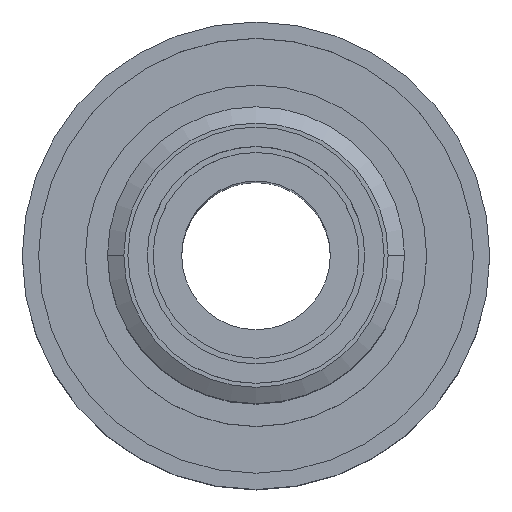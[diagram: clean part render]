
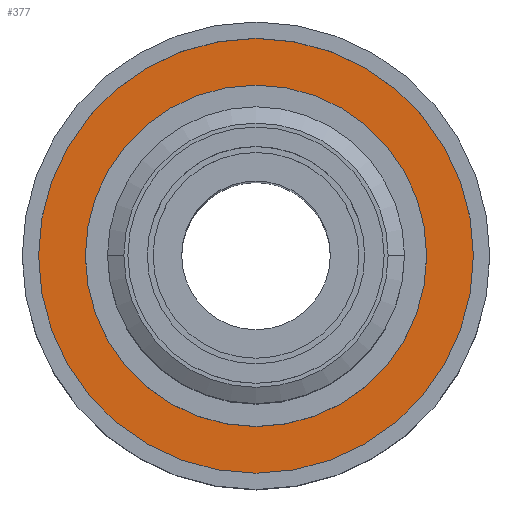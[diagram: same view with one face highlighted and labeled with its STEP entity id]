
A CAD part, top view. The second image highlights one B-rep face of the part: STEP entity #377.
In plain terms, the highlighted planar face has unit normal (0, 0, 1).
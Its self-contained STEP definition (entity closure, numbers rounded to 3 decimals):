
#32 = ORIENTED_EDGE ( 'NONE', *, *, #410, .F. ) ;
#75 = AXIS2_PLACEMENT_3D ( 'NONE', #416, #526, #1324 ) ;
#83 = ORIENTED_EDGE ( 'NONE', *, *, #1442, .T. ) ;
#96 = DIRECTION ( 'NONE',  ( 0., 0., 1. ) ) ;
#128 = ORIENTED_EDGE ( 'NONE', *, *, #1016, .F. ) ;
#184 = DIRECTION ( 'NONE',  ( 1., 0., 0. ) ) ;
#231 = FACE_OUTER_BOUND ( 'NONE', #320, .T. ) ;
#256 = AXIS2_PLACEMENT_3D ( 'NONE', #372, #1392, #1395 ) ;
#296 = CARTESIAN_POINT ( 'NONE',  ( 0., 0., 15.03 ) ) ;
#320 = EDGE_LOOP ( 'NONE', ( #745, #83 ) ) ;
#328 = CIRCLE ( 'NONE', #256, 4.65 ) ;
#372 = CARTESIAN_POINT ( 'NONE',  ( 0., 0., 15.03 ) ) ;
#377 = ADVANCED_FACE ( 'NONE', ( #529, #231 ), #1118, .T. ) ;
#410 = EDGE_CURVE ( 'NONE', #1143, #654, #1329, .T. ) ;
#416 = CARTESIAN_POINT ( 'NONE',  ( 0., 0., 15.03 ) ) ;
#451 = VERTEX_POINT ( 'NONE', #880 ) ;
#526 = DIRECTION ( 'NONE',  ( 0., 0., 1. ) ) ;
#529 = FACE_BOUND ( 'NONE', #896, .T. ) ;
#591 = CIRCLE ( 'NONE', #615, 4.65 ) ;
#615 = AXIS2_PLACEMENT_3D ( 'NONE', #1339, #96, #765 ) ;
#618 = CARTESIAN_POINT ( 'NONE',  ( 4.65, 0., 15.03 ) ) ;
#654 = VERTEX_POINT ( 'NONE', #1340 ) ;
#745 = ORIENTED_EDGE ( 'NONE', *, *, #806, .T. ) ;
#751 = CARTESIAN_POINT ( 'NONE',  ( 0., 0., 15.03 ) ) ;
#765 = DIRECTION ( 'NONE',  ( 1., 0., 0. ) ) ;
#806 = EDGE_CURVE ( 'NONE', #1249, #451, #328, .T. ) ;
#880 = CARTESIAN_POINT ( 'NONE',  ( -4.65, 0., 15.03 ) ) ;
#896 = EDGE_LOOP ( 'NONE', ( #128, #32 ) ) ;
#994 = CIRCLE ( 'NONE', #75, 3.65 ) ;
#1016 = EDGE_CURVE ( 'NONE', #654, #1143, #994, .T. ) ;
#1020 = CARTESIAN_POINT ( 'NONE',  ( -3.65, 0., 15.03 ) ) ;
#1093 = DIRECTION ( 'NONE',  ( 0., 0., 1. ) ) ;
#1118 = PLANE ( 'NONE',  #1304 ) ;
#1143 = VERTEX_POINT ( 'NONE', #1020 ) ;
#1249 = VERTEX_POINT ( 'NONE', #618 ) ;
#1304 = AXIS2_PLACEMENT_3D ( 'NONE', #751, #1093, #184 ) ;
#1314 = DIRECTION ( 'NONE',  ( 1., 0., 0. ) ) ;
#1322 = DIRECTION ( 'NONE',  ( 0., 0., 1. ) ) ;
#1324 = DIRECTION ( 'NONE',  ( 1., 0., 0. ) ) ;
#1329 = CIRCLE ( 'NONE', #1377, 3.65 ) ;
#1339 = CARTESIAN_POINT ( 'NONE',  ( 0., 0., 15.03 ) ) ;
#1340 = CARTESIAN_POINT ( 'NONE',  ( 3.65, 0., 15.03 ) ) ;
#1377 = AXIS2_PLACEMENT_3D ( 'NONE', #296, #1322, #1314 ) ;
#1392 = DIRECTION ( 'NONE',  ( 0., 0., 1. ) ) ;
#1395 = DIRECTION ( 'NONE',  ( 1., 0., 0. ) ) ;
#1442 = EDGE_CURVE ( 'NONE', #451, #1249, #591, .T. ) ;
